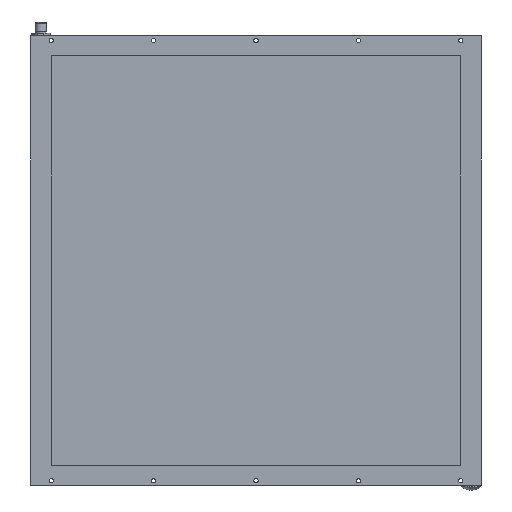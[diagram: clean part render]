
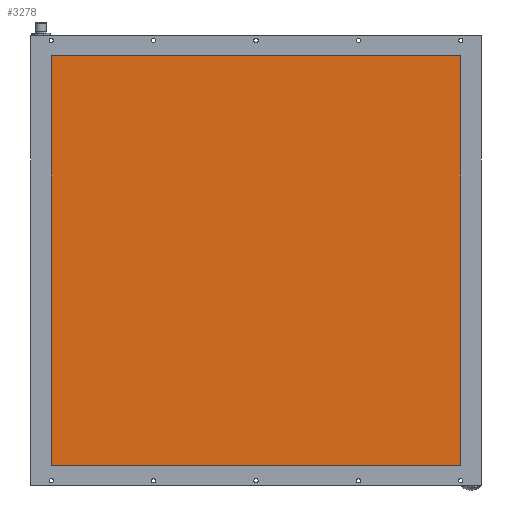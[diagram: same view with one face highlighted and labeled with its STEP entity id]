
A CAD part, front view. The second image highlights one B-rep face of the part: STEP entity #3278.
In plain terms, the highlighted planar face has unit normal (0, -1, 0).
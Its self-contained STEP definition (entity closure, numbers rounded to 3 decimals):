
#638 = LINE ( 'NONE', #650, #4564 ) ;
#650 = CARTESIAN_POINT ( 'NONE',  ( 0., 4.1, -420. ) ) ;
#652 = DIRECTION ( 'NONE',  ( -1., 0., 0. ) ) ;
#708 = LINE ( 'NONE', #710, #4811 ) ;
#710 = CARTESIAN_POINT ( 'NONE',  ( 20., 4.1, -14. ) ) ;
#711 = DIRECTION ( 'NONE',  ( 0., 0., -1. ) ) ;
#1722 = CARTESIAN_POINT ( 'NONE',  ( 420., 4.1, -420. ) ) ;
#1762 = CARTESIAN_POINT ( 'NONE',  ( 20., 4.1, -20. ) ) ;
#1853 = CARTESIAN_POINT ( 'NONE',  ( 20., 4.1, -420. ) ) ;
#1899 = CARTESIAN_POINT ( 'NONE',  ( 420., 4.1, -20. ) ) ;
#2185 = ORIENTED_EDGE ( 'NONE', *, *, #3009, .T. ) ;
#2213 = ORIENTED_EDGE ( 'NONE', *, *, #2989, .F. ) ;
#2215 = ORIENTED_EDGE ( 'NONE', *, *, #3257, .T. ) ;
#2220 = ORIENTED_EDGE ( 'NONE', *, *, #3210, .F. ) ;
#2989 = EDGE_CURVE ( 'NONE', #4030, #4183, #638, .T. ) ;
#3009 = EDGE_CURVE ( 'NONE', #4076, #4183, #708, .T. ) ;
#3210 = EDGE_CURVE ( 'NONE', #4076, #4240, #5162, .T. ) ;
#3257 = EDGE_CURVE ( 'NONE', #4030, #4240, #5309, .T. ) ;
#3278 = ADVANCED_FACE ( 'NONE', ( #5471 ), #5472, .T. ) ;
#3587 = VECTOR ( 'NONE', #5325, 1000. ) ;
#3772 = AXIS2_PLACEMENT_3D ( 'NONE', #5463, #5474, #5475 ) ;
#3781 = VECTOR ( 'NONE', #5185, 1000. ) ;
#3844 = EDGE_LOOP ( 'NONE', ( #2213, #2215, #2220, #2185 ) ) ;
#4030 = VERTEX_POINT ( 'NONE', #1722 ) ;
#4076 = VERTEX_POINT ( 'NONE', #1762 ) ;
#4183 = VERTEX_POINT ( 'NONE', #1853 ) ;
#4240 = VERTEX_POINT ( 'NONE', #1899 ) ;
#4564 = VECTOR ( 'NONE', #652, 1000. ) ;
#4811 = VECTOR ( 'NONE', #711, 1000. ) ;
#5162 = LINE ( 'NONE', #5183, #3781 ) ;
#5183 = CARTESIAN_POINT ( 'NONE',  ( 440., 4.1, -20. ) ) ;
#5185 = DIRECTION ( 'NONE',  ( 1., 0., 0. ) ) ;
#5309 = LINE ( 'NONE', #5324, #3587 ) ;
#5324 = CARTESIAN_POINT ( 'NONE',  ( 420., 4.1, -426. ) ) ;
#5325 = DIRECTION ( 'NONE',  ( 0., 0., 1. ) ) ;
#5463 = CARTESIAN_POINT ( 'NONE',  ( 15.5, 4.1, -424.5 ) ) ;
#5471 = FACE_OUTER_BOUND ( 'NONE', #3844, .T. ) ;
#5472 = PLANE ( 'NONE',  #3772 ) ;
#5474 = DIRECTION ( 'NONE',  ( 0., -1., 0. ) ) ;
#5475 = DIRECTION ( 'NONE',  ( 1., 0., 0. ) ) ;
